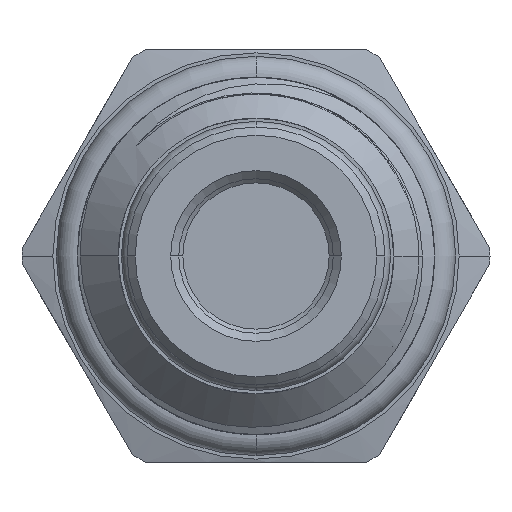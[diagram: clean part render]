
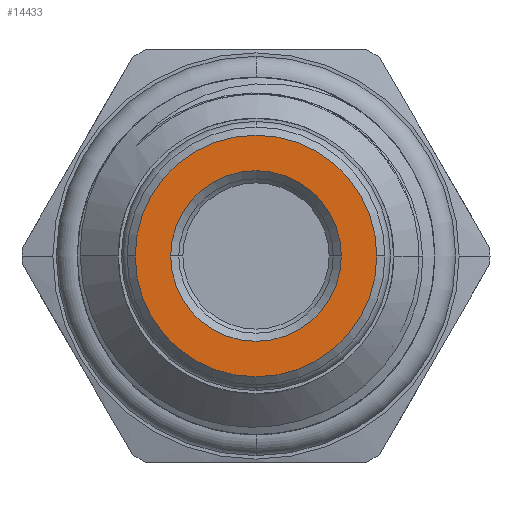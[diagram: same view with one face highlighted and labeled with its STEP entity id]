
A CAD part, left-side view. The second image highlights one B-rep face of the part: STEP entity #14433.
In plain terms, the highlighted planar face has unit normal (-1, 0, 0).
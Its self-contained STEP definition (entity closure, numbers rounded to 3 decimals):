
#1407 = EDGE_CURVE ( 'NONE', #8670, #8712, #8831, .T. ) ;
#1408 = EDGE_CURVE ( 'NONE', #15019, #15027, #8830, .T. ) ;
#1489 = AXIS2_PLACEMENT_3D ( 'NONE', #6388, #6376, #6375 ) ;
#2741 = CIRCLE ( 'NONE', #2832, 5.25 ) ;
#2786 = CIRCLE ( 'NONE', #2857, 7.435 ) ;
#2832 = AXIS2_PLACEMENT_3D ( 'NONE', #10849, #10834, #10850 ) ;
#2857 = AXIS2_PLACEMENT_3D ( 'NONE', #3116, #3117, #3118 ) ;
#3116 = CARTESIAN_POINT ( 'NONE',  ( -70.8, 0., 0. ) ) ;
#3117 = DIRECTION ( 'NONE',  ( -1., 0., 0. ) ) ;
#3118 = DIRECTION ( 'NONE',  ( 0., 1., 0. ) ) ;
#4354 = CARTESIAN_POINT ( 'NONE',  ( -70.8, 7.435, 0. ) ) ;
#6375 = DIRECTION ( 'NONE',  ( 0., 1., 0. ) ) ;
#6376 = DIRECTION ( 'NONE',  ( -1., 0., 0. ) ) ;
#6379 = PLANE ( 'NONE',  #1489 ) ;
#6388 = CARTESIAN_POINT ( 'NONE',  ( -70.8, 0., 0. ) ) ;
#8670 = VERTEX_POINT ( 'NONE', #11811 ) ;
#8712 = VERTEX_POINT ( 'NONE', #4354 ) ;
#8830 = CIRCLE ( 'NONE', #9003, 5.25 ) ;
#8831 = CIRCLE ( 'NONE', #9002, 7.435 ) ;
#9002 = AXIS2_PLACEMENT_3D ( 'NONE', #17708, #17706, #17704 ) ;
#9003 = AXIS2_PLACEMENT_3D ( 'NONE', #17702, #17701, #17699 ) ;
#10138 = FACE_OUTER_BOUND ( 'NONE', #14851, .T. ) ;
#10141 = FACE_BOUND ( 'NONE', #13064, .T. ) ;
#10834 = DIRECTION ( 'NONE',  ( -1., 0., 0. ) ) ;
#10849 = CARTESIAN_POINT ( 'NONE',  ( -70.8, 0., 0. ) ) ;
#10850 = DIRECTION ( 'NONE',  ( 0., 1., 0. ) ) ;
#11003 = CARTESIAN_POINT ( 'NONE',  ( -70.8, -5.25, 0. ) ) ;
#11025 = CARTESIAN_POINT ( 'NONE',  ( -70.8, 5.25, 0. ) ) ;
#11811 = CARTESIAN_POINT ( 'NONE',  ( -70.8, -7.435, 0. ) ) ;
#13064 = EDGE_LOOP ( 'NONE', ( #16009, #16010 ) ) ;
#14433 = ADVANCED_FACE ( 'NONE', ( #10138, #10141 ), #6379, .T. ) ;
#14820 = EDGE_CURVE ( 'NONE', #15027, #15019, #2741, .T. ) ;
#14851 = EDGE_LOOP ( 'NONE', ( #16007, #16008 ) ) ;
#15019 = VERTEX_POINT ( 'NONE', #11025 ) ;
#15027 = VERTEX_POINT ( 'NONE', #11003 ) ;
#15148 = EDGE_CURVE ( 'NONE', #8712, #8670, #2786, .T. ) ;
#16007 = ORIENTED_EDGE ( 'NONE', *, *, #1407, .T. ) ;
#16008 = ORIENTED_EDGE ( 'NONE', *, *, #15148, .T. ) ;
#16009 = ORIENTED_EDGE ( 'NONE', *, *, #1408, .F. ) ;
#16010 = ORIENTED_EDGE ( 'NONE', *, *, #14820, .F. ) ;
#17699 = DIRECTION ( 'NONE',  ( 0., 1., 0. ) ) ;
#17701 = DIRECTION ( 'NONE',  ( -1., 0., 0. ) ) ;
#17702 = CARTESIAN_POINT ( 'NONE',  ( -70.8, 0., 0. ) ) ;
#17704 = DIRECTION ( 'NONE',  ( 0., 1., 0. ) ) ;
#17706 = DIRECTION ( 'NONE',  ( -1., 0., 0. ) ) ;
#17708 = CARTESIAN_POINT ( 'NONE',  ( -70.8, 0., 0. ) ) ;
